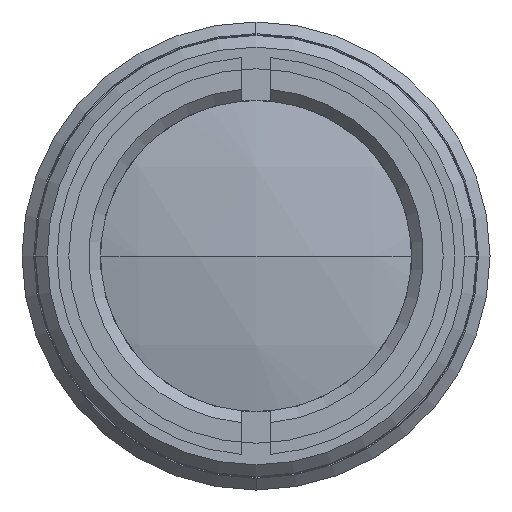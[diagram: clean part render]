
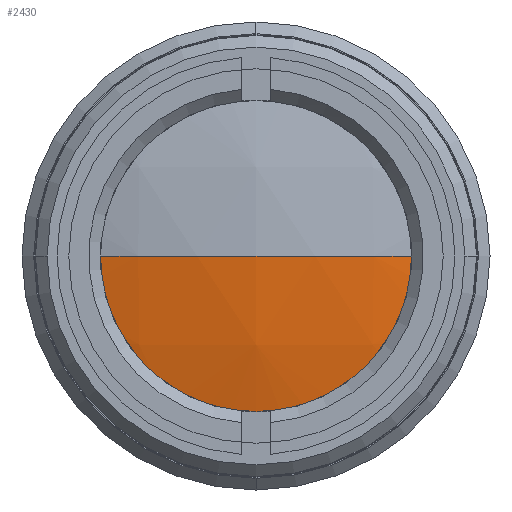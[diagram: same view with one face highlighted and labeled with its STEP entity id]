
A CAD part, left-side view. The second image highlights one B-rep face of the part: STEP entity #2430.
In plain terms, the highlighted spherical face has radius 57.68 mm.
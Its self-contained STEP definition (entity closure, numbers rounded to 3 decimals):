
#1 = SPHERICAL_SURFACE ( 'NONE', #1853, 57.68 ) ;
#462 = VERTEX_POINT ( 'NONE', #2022 ) ;
#486 = CARTESIAN_POINT ( 'NONE',  ( -51.955, 0., 0. ) ) ;
#605 = FACE_OUTER_BOUND ( 'NONE', #1865, .T. ) ;
#801 = ORIENTED_EDGE ( 'NONE', *, *, #1711, .T. ) ;
#811 = AXIS2_PLACEMENT_3D ( 'NONE', #3838, #2275, #1099 ) ;
#876 = CIRCLE ( 'NONE', #811, 57.68 ) ;
#1099 = DIRECTION ( 'NONE',  ( 0., 1., 0. ) ) ;
#1180 = CIRCLE ( 'NONE', #3631, 57.68 ) ;
#1198 = EDGE_CURVE ( 'NONE', #2102, #2925, #2336, .T. ) ;
#1248 = AXIS2_PLACEMENT_3D ( 'NONE', #486, #3895, #2352 ) ;
#1263 = CARTESIAN_POINT ( 'NONE',  ( 3.74, 0., 0. ) ) ;
#1343 = CARTESIAN_POINT ( 'NONE',  ( -51.955, -15., 0. ) ) ;
#1363 = CARTESIAN_POINT ( 'NONE',  ( -51.955, 15., 0. ) ) ;
#1711 = EDGE_CURVE ( 'NONE', #2925, #462, #876, .T. ) ;
#1853 = AXIS2_PLACEMENT_3D ( 'NONE', #1263, #2496, #3427 ) ;
#1865 = EDGE_LOOP ( 'NONE', ( #2251, #801, #2873 ) ) ;
#2022 = CARTESIAN_POINT ( 'NONE',  ( -53.94, 0., 0. ) ) ;
#2091 = CARTESIAN_POINT ( 'NONE',  ( 3.74, 0., 0. ) ) ;
#2102 = VERTEX_POINT ( 'NONE', #1363 ) ;
#2251 = ORIENTED_EDGE ( 'NONE', *, *, #1198, .T. ) ;
#2275 = DIRECTION ( 'NONE',  ( 0., 0., -1. ) ) ;
#2336 = CIRCLE ( 'NONE', #1248, 15. ) ;
#2352 = DIRECTION ( 'NONE',  ( 0., 0., 1. ) ) ;
#2430 = ADVANCED_FACE ( 'NONE', ( #605 ), #1, .T. ) ;
#2496 = DIRECTION ( 'NONE',  ( 0., 0., -1. ) ) ;
#2873 = ORIENTED_EDGE ( 'NONE', *, *, #3088, .F. ) ;
#2925 = VERTEX_POINT ( 'NONE', #1343 ) ;
#3088 = EDGE_CURVE ( 'NONE', #2102, #462, #1180, .T. ) ;
#3312 = DIRECTION ( 'NONE',  ( 0., 0., 1. ) ) ;
#3427 = DIRECTION ( 'NONE',  ( 0., 1., 0. ) ) ;
#3578 = DIRECTION ( 'NONE',  ( 1., 0., 0. ) ) ;
#3631 = AXIS2_PLACEMENT_3D ( 'NONE', #2091, #3312, #3578 ) ;
#3838 = CARTESIAN_POINT ( 'NONE',  ( 3.74, 0., 0. ) ) ;
#3895 = DIRECTION ( 'NONE',  ( -1., 0., 0. ) ) ;
